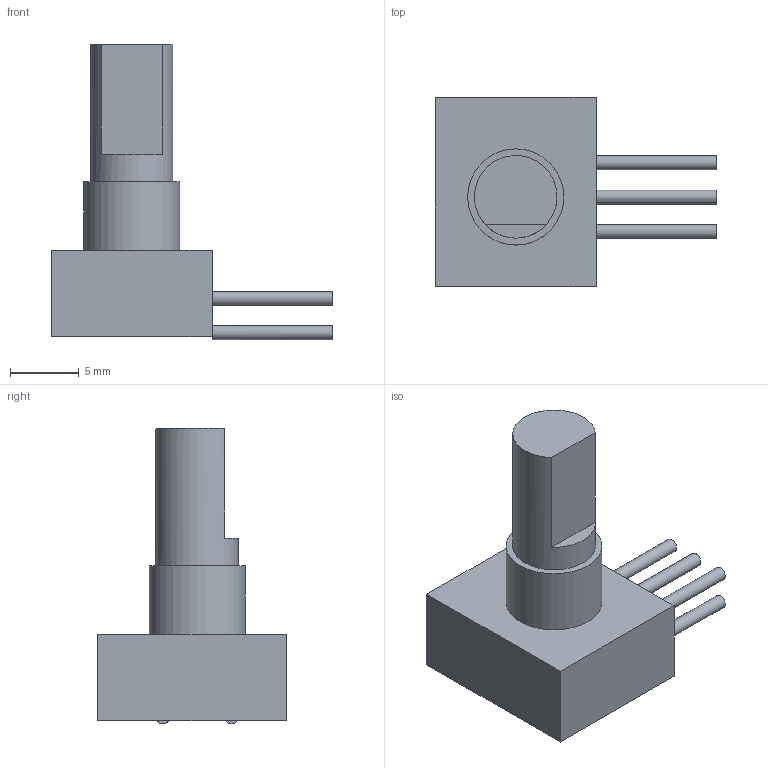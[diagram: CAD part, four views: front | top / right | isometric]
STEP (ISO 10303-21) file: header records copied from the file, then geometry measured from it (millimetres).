
FILE_DESCRIPTION(/* description */ ('Unknown'),/* implementation_level */ '2;1');
FILE_NAME(/* name */ 'ACZ11BR4E',/* time_stamp */ '2022-11-10T16:00:27-05:00',/* author */ ('Unknown'),/* organization */ ('Unknown'),/* preprocessor_version */ 'ST-DEVELOPER v16.7',/* originating_system */ 'Solid Edge',/* authorisation */ 'Unknown');
FILE_SCHEMA (('AUTOMOTIVE_DESIGN {1 0 10303 214 3 1 1}'));
Length unit declared in the file: millimetre
Products named in the file (1): encodeur 
Bounding box: 20.47 x 13.75 x 21.5 mm (x, y, z)
Volume: 1498.4 mm3; surface area: 1074.5 mm2
Topology: 1 solids, 1 shells, 24 faces, 47 edges, 30 vertices
Faces by surface type: plane 17, cylinder 7
Full cylindrical faces by diameter (mm): 1 x5, 6 x1, 7 x1
Entity records: 584 total; most frequent: DIRECTION 104, CARTESIAN_POINT 89, ORIENTED_EDGE 74, AXIS2_PLACEMENT_3D 42, EDGE_CURVE 37, EDGE_LOOP 36, FACE_BOUND 36, VERTEX_POINT 27
